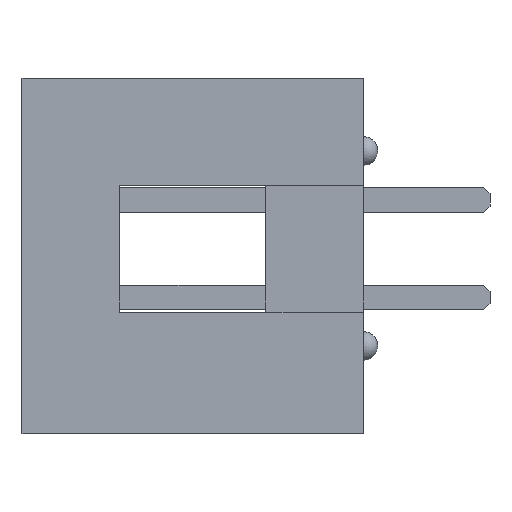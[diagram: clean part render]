
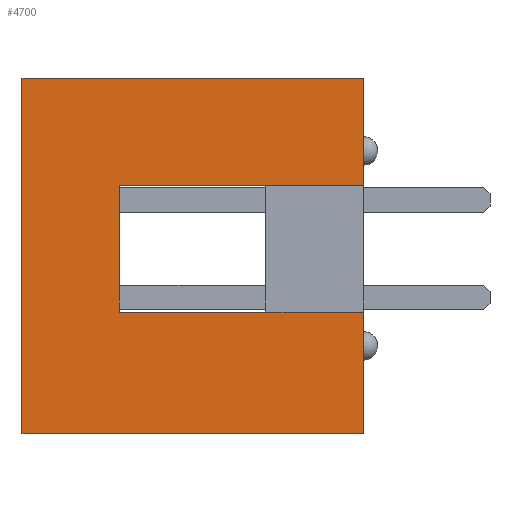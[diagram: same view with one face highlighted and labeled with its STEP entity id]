
A CAD part, left-side view. The second image highlights one B-rep face of the part: STEP entity #4700.
In plain terms, the highlighted planar face has unit normal (-1, 0, 0).
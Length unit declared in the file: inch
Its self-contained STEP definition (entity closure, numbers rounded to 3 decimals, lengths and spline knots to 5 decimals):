
#1232=ORIENTED_EDGE('',*,*,#1952,.F.);
#1233=ORIENTED_EDGE('',*,*,#1978,.F.);
#1234=ORIENTED_EDGE('',*,*,#1975,.F.);
#1235=ORIENTED_EDGE('',*,*,#1999,.F.);
#1236=ORIENTED_EDGE('',*,*,#2000,.T.);
#1237=ORIENTED_EDGE('',*,*,#2001,.T.);
#1238=ORIENTED_EDGE('',*,*,#1971,.F.);
#1239=ORIENTED_EDGE('',*,*,#1991,.F.);
#1952=EDGE_CURVE('',#2434,#2414,#3060,.T.);
#1971=EDGE_CURVE('',#2453,#2454,#3075,.T.);
#1975=EDGE_CURVE('',#2457,#2458,#3079,.T.);
#1978=EDGE_CURVE('',#2458,#2434,#3082,.T.);
#1991=EDGE_CURVE('',#2414,#2453,#3095,.T.);
#1999=EDGE_CURVE('',#2468,#2457,#3103,.T.);
#2000=EDGE_CURVE('',#2468,#2469,#3104,.T.);
#2001=EDGE_CURVE('',#2469,#2454,#3105,.T.);
#2414=VERTEX_POINT('',#7263);
#2434=VERTEX_POINT('',#7304);
#2453=VERTEX_POINT('',#7343);
#2454=VERTEX_POINT('',#7345);
#2457=VERTEX_POINT('',#7351);
#2458=VERTEX_POINT('',#7353);
#2468=VERTEX_POINT('',#7395);
#2469=VERTEX_POINT('',#7397);
#3060=LINE('',#7305,#3722);
#3075=LINE('',#7344,#3737);
#3079=LINE('',#7352,#3741);
#3082=LINE('',#7357,#3744);
#3095=LINE('',#7380,#3757);
#3103=LINE('',#7394,#3765);
#3104=LINE('',#7396,#3766);
#3105=LINE('',#7398,#3767);
#3722=VECTOR('',#5967,39.37008);
#3737=VECTOR('',#5992,39.37008);
#3741=VECTOR('',#5996,39.37008);
#3744=VECTOR('',#6001,39.37008);
#3757=VECTOR('',#6024,39.37008);
#3765=VECTOR('',#6036,39.37008);
#3766=VECTOR('',#6037,39.37008);
#3767=VECTOR('',#6038,39.37008);
#4010=EDGE_LOOP('',(#1232,#1233,#1234,#1235,#1236,#1237,#1238,#1239));
#4244=FACE_BOUND('',#4010,.T.);
#4474=PLANE('',#4974);
#4700=ADVANCED_FACE('',(#4244),#4474,.F.);
#4974=AXIS2_PLACEMENT_3D('',#7393,#6034,#6035);
#5967=DIRECTION('',(0.,0.,1.));
#5992=DIRECTION('',(0.,0.,-1.));
#5996=DIRECTION('',(0.,0.,-1.));
#6001=DIRECTION('',(0.,1.,0.));
#6024=DIRECTION('',(0.,-1.,0.));
#6034=DIRECTION('',(1.,0.,0.));
#6035=DIRECTION('',(0.,0.,-1.));
#6036=DIRECTION('',(0.,-1.,0.));
#6037=DIRECTION('',(0.,0.,1.));
#6038=DIRECTION('',(0.,-1.,0.));
#7263=CARTESIAN_POINT('',(-0.55,0.35,0.175));
#7304=CARTESIAN_POINT('',(-0.55,0.35,-0.19));
#7305=CARTESIAN_POINT('',(-0.55,0.35,-0.19));
#7343=CARTESIAN_POINT('',(-0.55,0.,0.175));
#7344=CARTESIAN_POINT('',(-0.55,0.,0.175));
#7345=CARTESIAN_POINT('',(-0.55,0.,0.065));
#7351=CARTESIAN_POINT('',(-0.55,0.,-0.065));
#7352=CARTESIAN_POINT('',(-0.55,0.,0.175));
#7353=CARTESIAN_POINT('',(-0.55,0.,-0.19));
#7357=CARTESIAN_POINT('',(-0.55,0.,-0.19));
#7380=CARTESIAN_POINT('',(-0.55,0.35,0.175));
#7393=CARTESIAN_POINT('',(-0.55,0.,0.));
#7394=CARTESIAN_POINT('',(-0.55,0.25,-0.065));
#7395=CARTESIAN_POINT('',(-0.55,0.25,-0.065));
#7396=CARTESIAN_POINT('',(-0.55,0.25,0.));
#7397=CARTESIAN_POINT('',(-0.55,0.25,0.065));
#7398=CARTESIAN_POINT('',(-0.55,0.25,0.065));
